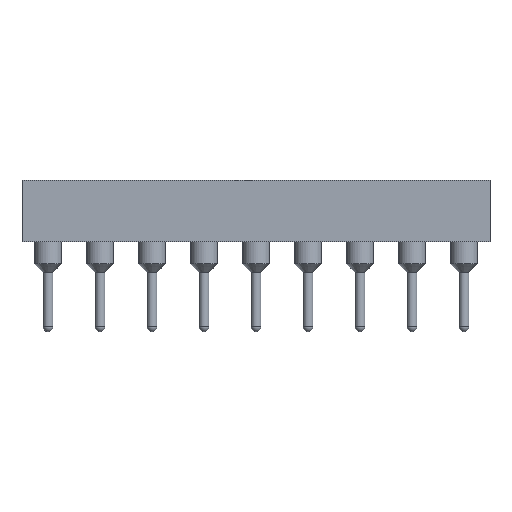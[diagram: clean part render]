
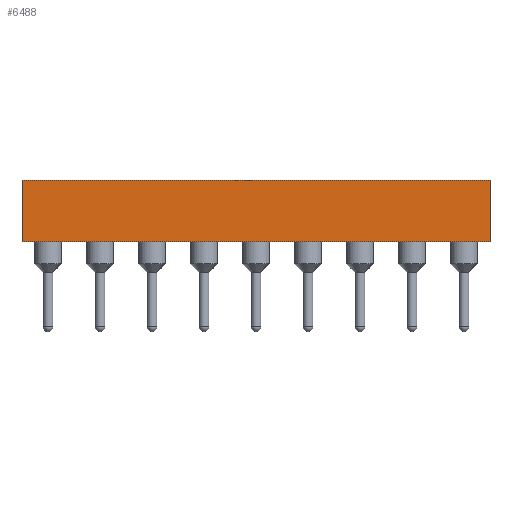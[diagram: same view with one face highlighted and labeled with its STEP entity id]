
A CAD part, front view. The second image highlights one B-rep face of the part: STEP entity #6488.
In plain terms, the highlighted planar face has unit normal (0, -1, 0).
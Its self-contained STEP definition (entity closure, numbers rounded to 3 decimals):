
#6488=ADVANCED_FACE('',(#12216),#12218,.T.);
#12216=FACE_BOUND('',#12217,.T.);
#12217=EDGE_LOOP('',(#15371,#15372,#15373,#15374));
#12218=PLANE('',#12219);
#12219=AXIS2_PLACEMENT_3D('',#12220,#12221,#12222);
#12220=CARTESIAN_POINT('',(1.27,-1.27,1.5));
#12221=DIRECTION('',(0.,-1.,0.));
#12222=DIRECTION('',(0.,0.,1.));
#15371=ORIENTED_EDGE('',*,*,#16843,.F.);
#15372=ORIENTED_EDGE('',*,*,#16782,.F.);
#15373=ORIENTED_EDGE('',*,*,#16842,.T.);
#15374=ORIENTED_EDGE('',*,*,#16844,.T.);
#16782=EDGE_CURVE('',#18962,#18964,#18965,.T.);
#16842=EDGE_CURVE('',#18962,#19070,#19072,.T.);
#16843=EDGE_CURVE('',#18964,#19073,#19074,.T.);
#16844=EDGE_CURVE('',#19070,#19073,#19075,.T.);
#18962=VERTEX_POINT('',#26994);
#18964=VERTEX_POINT('',#26998);
#18965=LINE('',#26999,#27000);
#19070=VERTEX_POINT('',#27241);
#19072=LINE('',#27245,#27246);
#19073=VERTEX_POINT('',#27248);
#19074=LINE('',#27249,#27250);
#19075=LINE('',#27252,#27253);
#26994=CARTESIAN_POINT('',(21.59,-1.27,1.5));
#26998=CARTESIAN_POINT('',(-1.27,-1.27,1.5));
#26999=CARTESIAN_POINT('',(21.59,-1.27,1.5));
#27000=VECTOR('',#27001,1.);
#27001=DIRECTION('',(-1.,0.,0.));
#27241=CARTESIAN_POINT('',(21.59,-1.27,4.5));
#27245=CARTESIAN_POINT('',(21.59,-1.27,1.5));
#27246=VECTOR('',#27247,1.);
#27247=DIRECTION('',(0.,0.,1.));
#27248=CARTESIAN_POINT('',(-1.27,-1.27,4.5));
#27249=CARTESIAN_POINT('',(-1.27,-1.27,1.5));
#27250=VECTOR('',#27251,1.);
#27251=DIRECTION('',(0.,0.,1.));
#27252=CARTESIAN_POINT('',(21.59,-1.27,4.5));
#27253=VECTOR('',#27254,1.);
#27254=DIRECTION('',(-1.,0.,0.));
